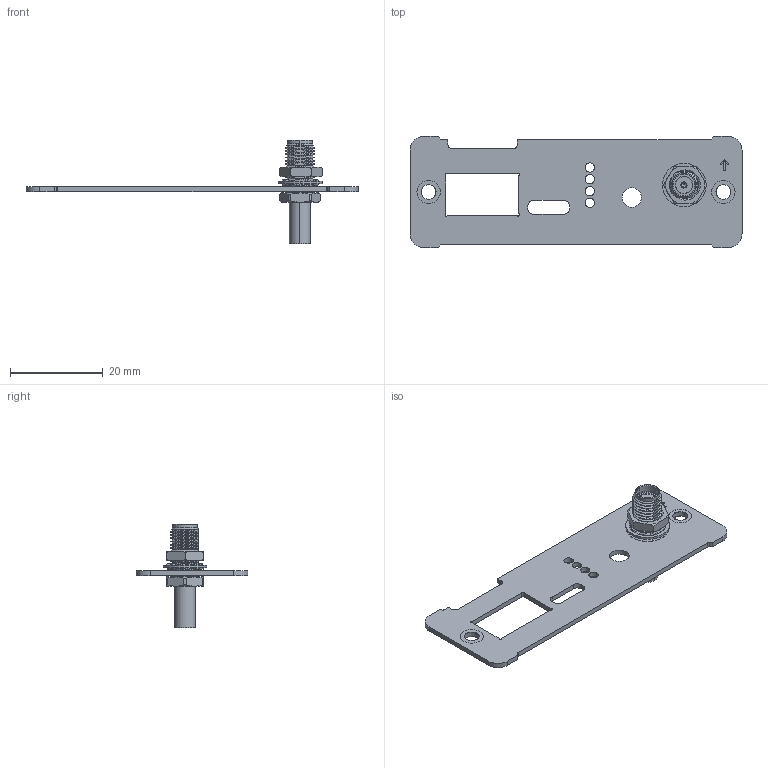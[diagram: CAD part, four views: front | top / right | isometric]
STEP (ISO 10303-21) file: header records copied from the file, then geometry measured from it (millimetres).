
FILE_DESCRIPTION(('KiCad electronic assembly'),'2;1');
FILE_NAME('WiFi ESP32 Front.step','2024-07-19T12:54:01',('Pcbnew'),( 'Kicad'),'Open CASCADE STEP processor 7.8','KiCad to STEP converter' ,'Unknown');
FILE_SCHEMA(('AUTOMOTIVE_DESIGN { 1 0 10303 214 1 1 1 1 }'));
Length unit declared in the file: millimetre
Products named in the file (34): WiFi ESP32 Front 1; 7587; R124.313.120A; WiFi ESP32 Front_track_1; WiFi ESP32 Front_track_2; WiFi ESP32 Front_track_3; WiFi ESP32 Front_pad_1; WiFi ESP32 Front_pad_2; WiFi ESP32 Front_pad_3; WiFi ESP32 Front_pad_4; WiFi ESP32 Front_pad_5; WiFi ESP32 Front_pad_6; WiFi ESP32 Front_pad_7; WiFi ESP32 Front_pad_8; WiFi ESP32 Front_pad_9; WiFi ESP32 Front_pad_10; WiFi ESP32 Front_pad_11; WiFi ESP32 Front_pad_12; WiFi ESP32 Front_pad_13; WiFi ESP32 Front_pad_14; WiFi ESP32 Front_pad_15; WiFi ESP32 Front_pad_16; WiFi ESP32 Front_pad_17; WiFi ESP32 Front_pad_18; WiFi ESP32 Front_pad_19; WiFi ESP32 Front_pad_20; WiFi ESP32 Front_pad_21; WiFi ESP32 Front_pad_22; WiFi ESP32 Front_pad_23; WiFi ESP32 Front_pad_24; WiFi ESP32 Front_pad_25; WiFi ESP32 Front_pad_26; WiFi ESP32 Front_pad_27; WiFi ESP32 Front_PCB
Assembly tree (33 placements, depth 3):
  WiFi ESP32 Front 1
    7587
      R124.313.120A
    WiFi ESP32 Front_track_1
    WiFi ESP32 Front_track_2
    WiFi ESP32 Front_track_3
    WiFi ESP32 Front_pad_1
    WiFi ESP32 Front_pad_2
    WiFi ESP32 Front_pad_3
    WiFi ESP32 Front_pad_4
    WiFi ESP32 Front_pad_5
    WiFi ESP32 Front_pad_6
    WiFi ESP32 Front_pad_7
    WiFi ESP32 Front_pad_8
    WiFi ESP32 Front_pad_9
    WiFi ESP32 Front_pad_10
    WiFi ESP32 Front_pad_11
    WiFi ESP32 Front_pad_12
    WiFi ESP32 Front_pad_13
    WiFi ESP32 Front_pad_14
    WiFi ESP32 Front_pad_15
    WiFi ESP32 Front_pad_16
    WiFi ESP32 Front_pad_17
    WiFi ESP32 Front_pad_18
    WiFi ESP32 Front_pad_19
    WiFi ESP32 Front_pad_20
    WiFi ESP32 Front_pad_21
    WiFi ESP32 Front_pad_22
    WiFi ESP32 Front_pad_23
    WiFi ESP32 Front_pad_24
    WiFi ESP32 Front_pad_25
    WiFi ESP32 Front_pad_26
    WiFi ESP32 Front_pad_27
    WiFi ESP32 Front_PCB
Bounding box: 71.5 x 24 x 22.39 mm (x, y, z)
Volume: 2029.2 mm3; surface area: 4484.7 mm2
Topology: 14 solids, 14 shells, 406 faces, 1057 edges, 681 vertices
Faces by surface type: cylinder 165, plane 149, cone 90, torus 2
Full cylindrical faces by diameter (mm): 0.712 x3, 0.762 x1, 2 x4, 3.15 x6, 3.2 x4, 4.2 x1, 5 x4, 9 x2
Entity records: 13651 total; most frequent: CARTESIAN_POINT 2967, DIRECTION 2176, ORIENTED_EDGE 2110, EDGE_CURVE 1055, AXIS2_PLACEMENT_3D 864, VERTEX_POINT 681, FACE_BOUND 466, EDGE_LOOP 466
